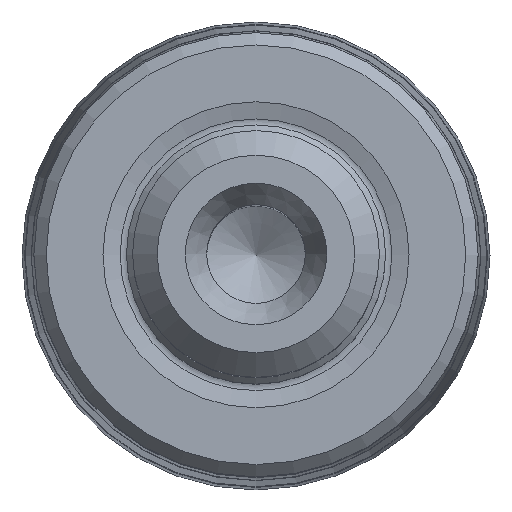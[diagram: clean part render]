
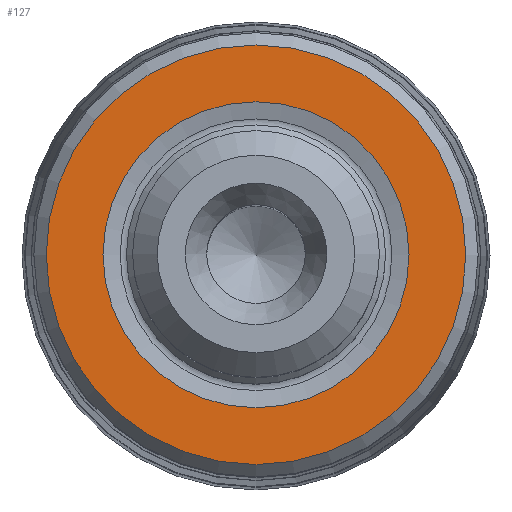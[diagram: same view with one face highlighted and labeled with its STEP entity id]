
A CAD part, top view. The second image highlights one B-rep face of the part: STEP entity #127.
In plain terms, the highlighted planar face has unit normal (0, 0, 1).
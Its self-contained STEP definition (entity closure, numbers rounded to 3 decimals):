
#61=PLANE('',#871);
#127=ADVANCED_FACE('',(#333,#334),#61,.T.);
#333=FACE_BOUND('',#458,.T.);
#334=FACE_BOUND('',#459,.T.);
#458=EDGE_LOOP('',(#582));
#459=EDGE_LOOP('',(#583));
#582=ORIENTED_EDGE('',*,*,#735,.T.);
#583=ORIENTED_EDGE('',*,*,#736,.T.);
#672=VERTEX_POINT('',#1511);
#673=VERTEX_POINT('',#1513);
#735=EDGE_CURVE('',#672,#672,#797,.T.);
#736=EDGE_CURVE('',#673,#673,#798,.T.);
#797=CIRCLE('',#869,8.5);
#798=CIRCLE('',#870,6.199);
#869=AXIS2_PLACEMENT_3D('',#1510,#1054,#1055);
#870=AXIS2_PLACEMENT_3D('',#1512,#1056,#1057);
#871=AXIS2_PLACEMENT_3D('',#1514,#1058,#1059);
#1054=DIRECTION('',(0.,0.,1.));
#1055=DIRECTION('',(1.,0.,0.));
#1056=DIRECTION('',(0.,0.,-1.));
#1057=DIRECTION('',(-1.,0.,0.));
#1058=DIRECTION('',(0.,0.,1.));
#1059=DIRECTION('',(1.,0.,0.));
#1510=CARTESIAN_POINT('',(0.,0.,0.));
#1511=CARTESIAN_POINT('',(8.5,0.,0.));
#1512=CARTESIAN_POINT('',(0.,0.,0.));
#1513=CARTESIAN_POINT('',(-6.199,0.,0.));
#1514=CARTESIAN_POINT('',(9.,0.,0.));
